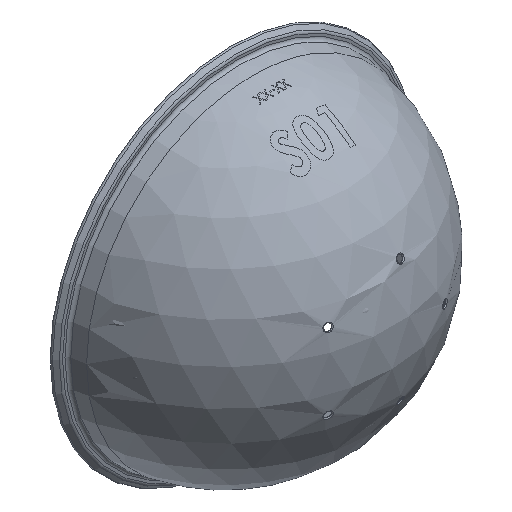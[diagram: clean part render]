
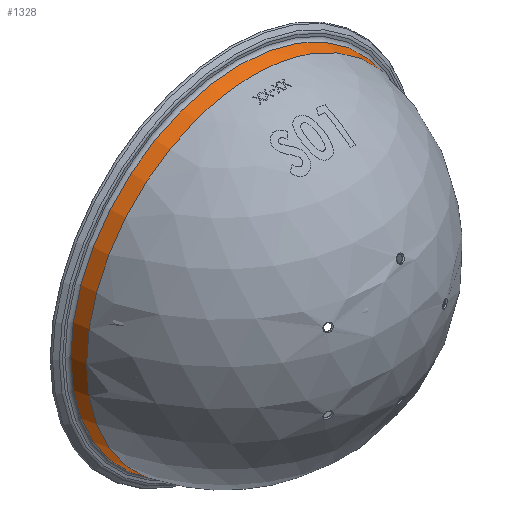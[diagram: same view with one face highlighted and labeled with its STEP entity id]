
A CAD part, isometric view. The second image highlights one B-rep face of the part: STEP entity #1328.
In plain terms, the highlighted conical face has half-angle 10 degrees and reference radius 51.623 mm.
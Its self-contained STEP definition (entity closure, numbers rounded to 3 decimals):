
#67 = CIRCLE ( 'NONE', #914, 52.354 ) ;
#136 = DIRECTION ( 'NONE',  ( 0., 1., 0. ) ) ;
#254 = EDGE_CURVE ( 'NONE', #626, #626, #1471, .T. ) ;
#284 = EDGE_LOOP ( 'NONE', ( #538 ) ) ;
#378 = FACE_OUTER_BOUND ( 'NONE', #1589, .T. ) ;
#431 = CARTESIAN_POINT ( 'NONE',  ( 0., -6.684, 0. ) ) ;
#538 = ORIENTED_EDGE ( 'NONE', *, *, #254, .T. ) ;
#567 = CARTESIAN_POINT ( 'NONE',  ( 0., -6.684, 0. ) ) ;
#626 = VERTEX_POINT ( 'NONE', #984 ) ;
#668 = DIRECTION ( 'NONE',  ( 0., -1., 0. ) ) ;
#824 = VERTEX_POINT ( 'NONE', #1411 ) ;
#828 = CONICAL_SURFACE ( 'NONE', #1027, 51.623, 0.175 ) ;
#841 = DIRECTION ( 'NONE',  ( 0., 0., 1. ) ) ;
#914 = AXIS2_PLACEMENT_3D ( 'NONE', #1505, #668, #1660 ) ;
#953 = EDGE_CURVE ( 'NONE', #824, #824, #67, .T. ) ;
#984 = CARTESIAN_POINT ( 'NONE',  ( 0., -6.684, 51.623 ) ) ;
#996 = DIRECTION ( 'NONE',  ( 0., 1., 0. ) ) ;
#1027 = AXIS2_PLACEMENT_3D ( 'NONE', #567, #136, #841 ) ;
#1032 = ORIENTED_EDGE ( 'NONE', *, *, #953, .T. ) ;
#1158 = DIRECTION ( 'NONE',  ( 0., 0., 1. ) ) ;
#1197 = FACE_BOUND ( 'NONE', #284, .T. ) ;
#1267 = AXIS2_PLACEMENT_3D ( 'NONE', #431, #996, #1158 ) ;
#1328 = ADVANCED_FACE ( 'NONE', ( #378, #1197 ), #828, .T. ) ;
#1411 = CARTESIAN_POINT ( 'NONE',  ( 0., -2.533, 52.354 ) ) ;
#1471 = CIRCLE ( 'NONE', #1267, 51.623 ) ;
#1505 = CARTESIAN_POINT ( 'NONE',  ( 0., -2.533, 0. ) ) ;
#1589 = EDGE_LOOP ( 'NONE', ( #1032 ) ) ;
#1660 = DIRECTION ( 'NONE',  ( 0., 0., 1. ) ) ;
